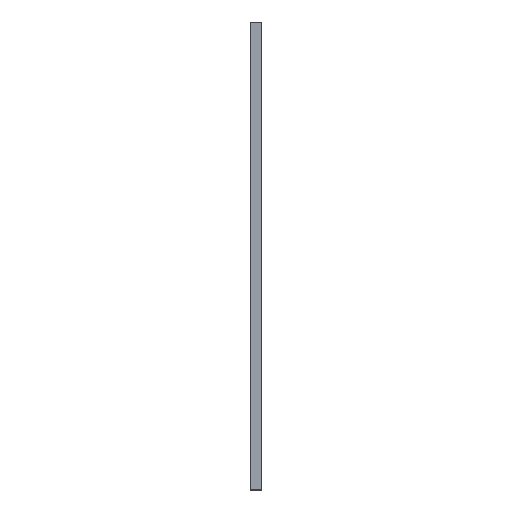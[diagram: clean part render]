
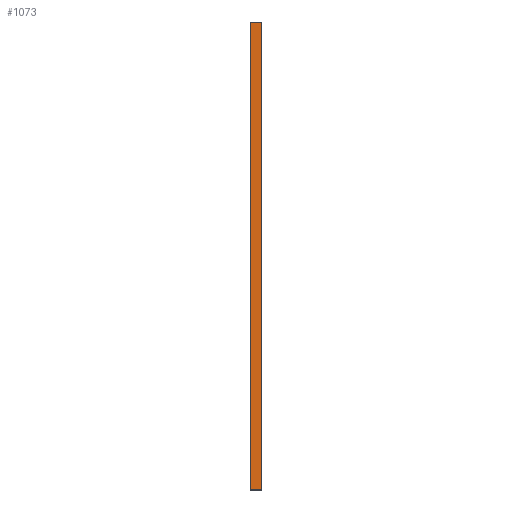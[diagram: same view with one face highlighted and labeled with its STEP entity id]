
A CAD part, top view. The second image highlights one B-rep face of the part: STEP entity #1073.
In plain terms, the highlighted planar face has unit normal (0, 0, 1).
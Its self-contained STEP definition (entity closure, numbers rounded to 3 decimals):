
#74=PLANE('',#1184);
#125=FACE_OUTER_BOUND('',#176,.T.);
#176=EDGE_LOOP('',(#894,#895,#896,#897));
#309=LINE('',#1765,#410);
#310=LINE('',#1768,#411);
#311=LINE('',#1770,#412);
#312=LINE('',#1771,#413);
#410=VECTOR('',#1467,10.);
#411=VECTOR('',#1470,10.);
#412=VECTOR('',#1471,10.);
#413=VECTOR('',#1472,10.);
#556=VERTEX_POINT('',#1759);
#558=VERTEX_POINT('',#1763);
#559=VERTEX_POINT('',#1767);
#560=VERTEX_POINT('',#1769);
#701=EDGE_CURVE('',#556,#558,#309,.T.);
#702=EDGE_CURVE('',#556,#559,#310,.T.);
#703=EDGE_CURVE('',#560,#558,#311,.T.);
#704=EDGE_CURVE('',#559,#560,#312,.T.);
#894=ORIENTED_EDGE('',*,*,#702,.F.);
#895=ORIENTED_EDGE('',*,*,#701,.T.);
#896=ORIENTED_EDGE('',*,*,#703,.F.);
#897=ORIENTED_EDGE('',*,*,#704,.F.);
#1073=ADVANCED_FACE('',(#125),#74,.T.);
#1184=AXIS2_PLACEMENT_3D('',#1766,#1468,#1469);
#1467=DIRECTION('',(1.,0.,0.));
#1468=DIRECTION('center_axis',(0.,0.,1.));
#1469=DIRECTION('ref_axis',(0.,-1.,0.));
#1470=DIRECTION('',(0.,1.,0.));
#1471=DIRECTION('',(0.,-1.,0.));
#1472=DIRECTION('',(1.,0.,0.));
#1759=CARTESIAN_POINT('',(0.,0.,0.));
#1763=CARTESIAN_POINT('',(2.038,0.,0.));
#1765=CARTESIAN_POINT('',(0.,0.,0.));
#1766=CARTESIAN_POINT('Origin',(0.,82.,0.));
#1767=CARTESIAN_POINT('',(0.,82.,0.));
#1768=CARTESIAN_POINT('',(0.,0.,0.));
#1769=CARTESIAN_POINT('',(2.038,82.,0.));
#1770=CARTESIAN_POINT('',(2.038,0.,0.));
#1771=CARTESIAN_POINT('',(0.,82.,0.));
